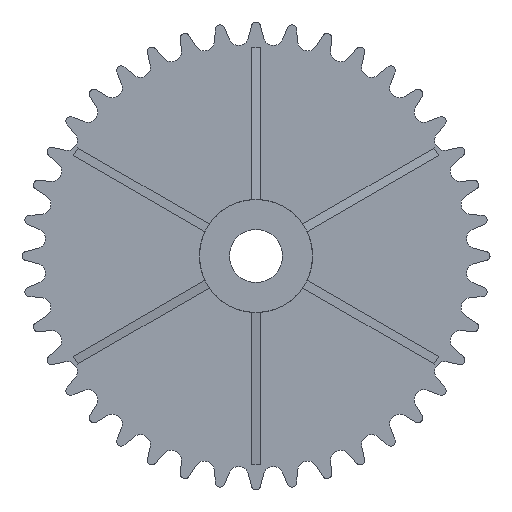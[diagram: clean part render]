
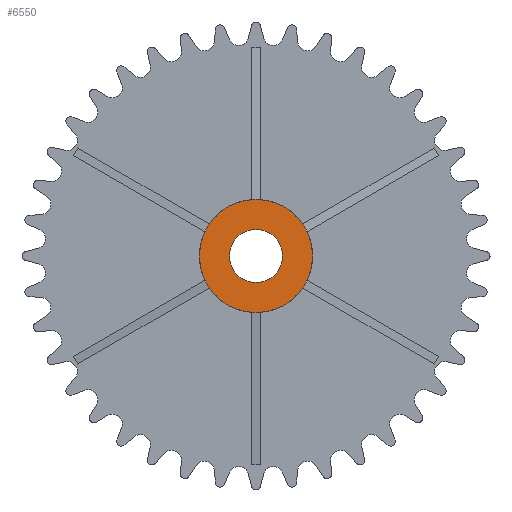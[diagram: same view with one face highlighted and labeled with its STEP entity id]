
A CAD part, left-side view. The second image highlights one B-rep face of the part: STEP entity #6550.
In plain terms, the highlighted planar face has unit normal (-1, 0, 0).
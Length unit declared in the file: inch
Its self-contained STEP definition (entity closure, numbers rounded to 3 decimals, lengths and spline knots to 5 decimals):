
#5176=CARTESIAN_POINT('',(-0.579,0.,-0.1875));
#5177=VERTEX_POINT('',#5176);
#5186=CARTESIAN_POINT('',(-0.579,0.,0.1875));
#5187=VERTEX_POINT('',#5186);
#5188=CARTESIAN_POINT('',(-0.579,0.,0.0));
#5189=DIRECTION('',(1.0,0.0,0.0));
#5190=DIRECTION('',(0.0,0.0,-1.0));
#5191=AXIS2_PLACEMENT_3D('',#5188,#5189,#5190);
#5192=CIRCLE('',#5191,0.1875);
#5193=EDGE_CURVE('',#5187,#5177,#5192,.T.);
#5220=CARTESIAN_POINT('',(-0.579,0.,-0.4));
#5221=VERTEX_POINT('',#5220);
#5339=CARTESIAN_POINT('',(-0.579,0.,0.4));
#5340=VERTEX_POINT('',#5339);
#5347=CARTESIAN_POINT('',(-0.579,0.,0.0));
#5348=DIRECTION('',(-1.0,0.0,0.0));
#5349=DIRECTION('',(0.0,0.0,-1.0));
#5350=AXIS2_PLACEMENT_3D('',#5347,#5348,#5349);
#5351=CIRCLE('',#5350,0.4);
#5352=EDGE_CURVE('',#5221,#5340,#5351,.T.);
#6098=CARTESIAN_POINT('',(-0.579,0.,0.0));
#6099=DIRECTION('',(-1.0,0.0,0.0));
#6100=DIRECTION('',(0.0,0.0,-1.0));
#6101=AXIS2_PLACEMENT_3D('',#6098,#6099,#6100);
#6102=CIRCLE('',#6101,0.4);
#6103=EDGE_CURVE('',#5340,#5221,#6102,.T.);
#6531=CARTESIAN_POINT('',(-0.579,0.,0.0));
#6532=DIRECTION('',(-1.0,0.0,0.0));
#6533=DIRECTION('',(0.0,0.0,-1.0));
#6534=AXIS2_PLACEMENT_3D('',#6531,#6532,#6533);
#6535=PLANE('',#6534);
#6536=ORIENTED_EDGE('',*,*,#5352,.T.);
#6537=ORIENTED_EDGE('',*,*,#6103,.T.);
#6538=EDGE_LOOP('',(#6536,#6537));
#6539=FACE_OUTER_BOUND('',#6538,.T.);
#6540=CARTESIAN_POINT('',(-0.579,0.,0.0));
#6541=DIRECTION('',(1.0,0.0,0.0));
#6542=DIRECTION('',(0.0,0.0,-1.0));
#6543=AXIS2_PLACEMENT_3D('',#6540,#6541,#6542);
#6544=CIRCLE('',#6543,0.1875);
#6545=EDGE_CURVE('',#5177,#5187,#6544,.T.);
#6546=ORIENTED_EDGE('',*,*,#6545,.T.);
#6547=ORIENTED_EDGE('',*,*,#5193,.T.);
#6548=EDGE_LOOP('',(#6546,#6547));
#6549=FACE_BOUND('',#6548,.T.);
#6550=ADVANCED_FACE('',(#6539,#6549),#6535,.T.);
